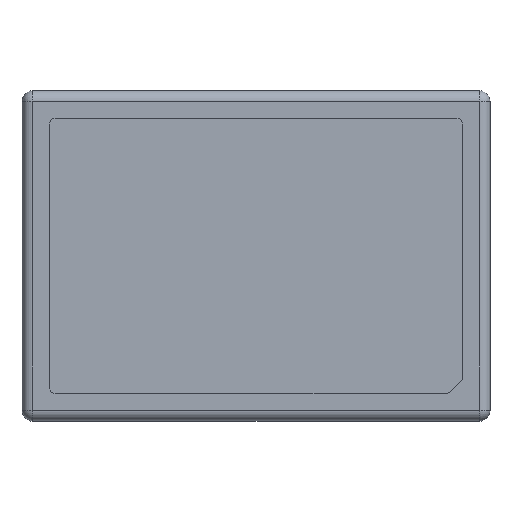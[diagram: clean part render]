
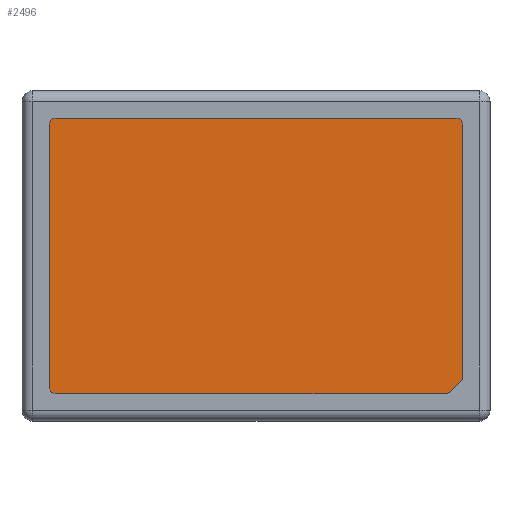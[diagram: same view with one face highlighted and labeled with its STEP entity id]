
A CAD part, top view. The second image highlights one B-rep face of the part: STEP entity #2496.
In plain terms, the highlighted planar face has unit normal (0, 0, 1).
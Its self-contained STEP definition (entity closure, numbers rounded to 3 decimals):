
#103=PLANE('',#2692);
#230=FACE_OUTER_BOUND('',#380,.T.);
#380=EDGE_LOOP('',(#1989,#1990,#1991,#1992,#1993,#1994,#1995,#1996,#1997,
#1998));
#589=LINE('',#3810,#861);
#593=LINE('',#3822,#865);
#597=LINE('',#3834,#869);
#601=LINE('',#3846,#873);
#605=LINE('',#3857,#877);
#861=VECTOR('',#3077,53.586);
#865=VECTOR('',#3089,2.);
#869=VECTOR('',#3101,34.586);
#873=VECTOR('',#3113,55.);
#877=VECTOR('',#3125,36.);
#1059=CIRCLE('',#2672,1.);
#1061=CIRCLE('',#2676,1.);
#1063=CIRCLE('',#2680,1.);
#1065=CIRCLE('',#2684,1.);
#1067=CIRCLE('',#2688,1.);
#1189=VERTEX_POINT('',#3800);
#1190=VERTEX_POINT('',#3801);
#1193=VERTEX_POINT('',#3809);
#1195=VERTEX_POINT('',#3815);
#1197=VERTEX_POINT('',#3821);
#1199=VERTEX_POINT('',#3827);
#1201=VERTEX_POINT('',#3833);
#1203=VERTEX_POINT('',#3839);
#1205=VERTEX_POINT('',#3845);
#1207=VERTEX_POINT('',#3851);
#1469=EDGE_CURVE('',#1189,#1190,#1059,.T.);
#1473=EDGE_CURVE('',#1193,#1189,#589,.T.);
#1476=EDGE_CURVE('',#1195,#1193,#1061,.T.);
#1479=EDGE_CURVE('',#1197,#1195,#593,.T.);
#1482=EDGE_CURVE('',#1199,#1197,#1063,.T.);
#1485=EDGE_CURVE('',#1201,#1199,#597,.T.);
#1488=EDGE_CURVE('',#1203,#1201,#1065,.T.);
#1491=EDGE_CURVE('',#1205,#1203,#601,.T.);
#1494=EDGE_CURVE('',#1207,#1205,#1067,.T.);
#1497=EDGE_CURVE('',#1190,#1207,#605,.T.);
#1989=ORIENTED_EDGE('',*,*,#1497,.F.);
#1990=ORIENTED_EDGE('',*,*,#1469,.F.);
#1991=ORIENTED_EDGE('',*,*,#1473,.F.);
#1992=ORIENTED_EDGE('',*,*,#1476,.F.);
#1993=ORIENTED_EDGE('',*,*,#1479,.F.);
#1994=ORIENTED_EDGE('',*,*,#1482,.F.);
#1995=ORIENTED_EDGE('',*,*,#1485,.F.);
#1996=ORIENTED_EDGE('',*,*,#1488,.F.);
#1997=ORIENTED_EDGE('',*,*,#1491,.F.);
#1998=ORIENTED_EDGE('',*,*,#1494,.F.);
#2496=ADVANCED_FACE('',(#230),#103,.T.);
#2672=AXIS2_PLACEMENT_3D('',#3802,#3069,#3070);
#2676=AXIS2_PLACEMENT_3D('',#3816,#3082,#3083);
#2680=AXIS2_PLACEMENT_3D('',#3828,#3094,#3095);
#2684=AXIS2_PLACEMENT_3D('',#3840,#3106,#3107);
#2688=AXIS2_PLACEMENT_3D('',#3852,#3118,#3119);
#2692=AXIS2_PLACEMENT_3D('',#3860,#3129,#3130);
#3069=DIRECTION('center_axis',(0.,0.,-1.));
#3070=DIRECTION('ref_axis',(0.,-1.,0.));
#3077=DIRECTION('',(-1.,0.,0.));
#3082=DIRECTION('center_axis',(0.,0.,-1.));
#3083=DIRECTION('ref_axis',(0.707,-0.707,0.));
#3089=DIRECTION('',(-0.707,-0.707,0.));
#3094=DIRECTION('center_axis',(0.,0.,-1.));
#3095=DIRECTION('ref_axis',(1.,0.,0.));
#3101=DIRECTION('',(0.,-1.,0.));
#3106=DIRECTION('center_axis',(0.,0.,-1.));
#3107=DIRECTION('ref_axis',(0.,1.,0.));
#3113=DIRECTION('',(1.,0.,0.));
#3118=DIRECTION('center_axis',(0.,0.,-1.));
#3119=DIRECTION('ref_axis',(-1.,0.,0.));
#3125=DIRECTION('',(0.,1.,0.));
#3129=DIRECTION('center_axis',(0.,0.,1.));
#3130=DIRECTION('ref_axis',(0.,-1.,0.));
#3800=CARTESIAN_POINT('',(-27.5,-19.,19.7));
#3801=CARTESIAN_POINT('',(-28.5,-18.,19.7));
#3802=CARTESIAN_POINT('Origin',(-27.5,-18.,19.7));
#3809=CARTESIAN_POINT('',(26.086,-19.,19.7));
#3810=CARTESIAN_POINT('',(26.086,-19.,19.7));
#3815=CARTESIAN_POINT('',(26.793,-18.707,19.7));
#3816=CARTESIAN_POINT('Origin',(26.086,-18.,19.7));
#3821=CARTESIAN_POINT('',(28.207,-17.293,19.7));
#3822=CARTESIAN_POINT('',(28.207,-17.293,19.7));
#3827=CARTESIAN_POINT('',(28.5,-16.586,19.7));
#3828=CARTESIAN_POINT('Origin',(27.5,-16.586,19.7));
#3833=CARTESIAN_POINT('',(28.5,18.,19.7));
#3834=CARTESIAN_POINT('',(28.5,18.,19.7));
#3839=CARTESIAN_POINT('',(27.5,19.,19.7));
#3840=CARTESIAN_POINT('Origin',(27.5,18.,19.7));
#3845=CARTESIAN_POINT('',(-27.5,19.,19.7));
#3846=CARTESIAN_POINT('',(-27.5,19.,19.7));
#3851=CARTESIAN_POINT('',(-28.5,18.,19.7));
#3852=CARTESIAN_POINT('Origin',(-27.5,18.,19.7));
#3857=CARTESIAN_POINT('',(-28.5,-18.,19.7));
#3860=CARTESIAN_POINT('Origin',(-0.129,0.087,19.7));
